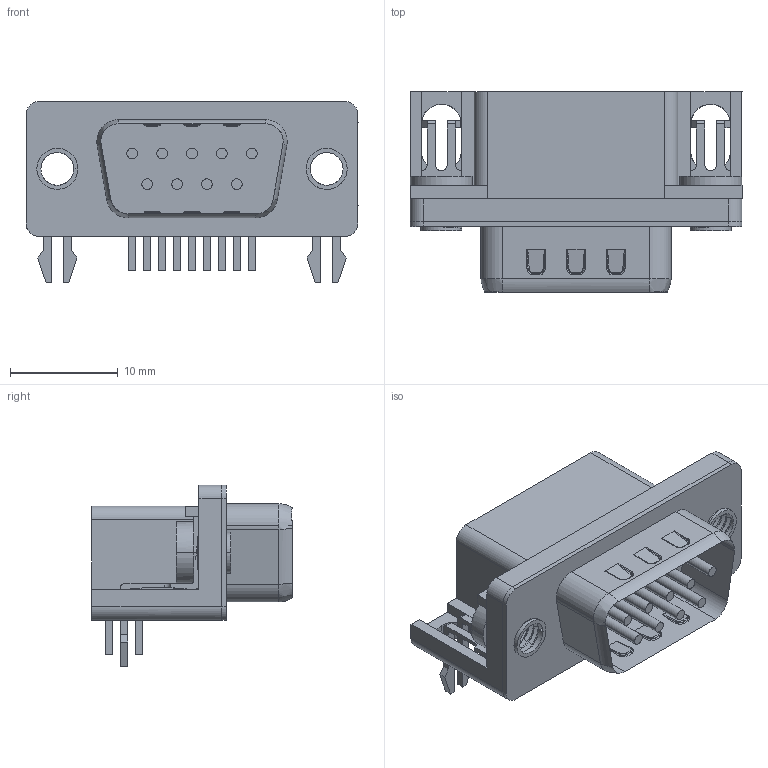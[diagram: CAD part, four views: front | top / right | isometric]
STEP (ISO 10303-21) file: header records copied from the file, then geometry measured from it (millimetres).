
FILE_DESCRIPTION(('CATIA V5 STEP Exchange','CAx-IF Rec.Pracs.--- Model Styling and Organization---1.4--- 2014-01-23'),'2;1');
FILE_NAME ('1213831-2_0', '2020-12-08T16:18:44+00:00', ('none'), ('Weidmueller'), 'CATIA Version 5-6 Release 2016 SP3 HF44', 'CATIA V5 STEP AP214', 'none');
FILE_SCHEMA(('AUTOMOTIVE_DESIGN { 1 0 10303 214 1 1 1 1 }'));
Length unit declared in the file: millimetre
Products named in the file (1): 2724030000
Bounding box: 30.81 x 18.6 x 16.85 mm (x, y, z)
Volume: 3278.9 mm3; surface area: 5646.2 mm2
Topology: 20 solids, 21 shells, 880 faces, 2076 edges, 1258 vertices
Faces by surface type: bspline 354, plane 274, cylinder 228, torus 24
Entity records: 26293 total; most frequent: CARTESIAN_POINT 10228, ORIENTED_EDGE 4152, DIRECTION 2148, EDGE_CURVE 2076, VERTEX_POINT 1258, EDGE_LOOP 920, ADVANCED_FACE 880, FACE_OUTER_BOUND 880
